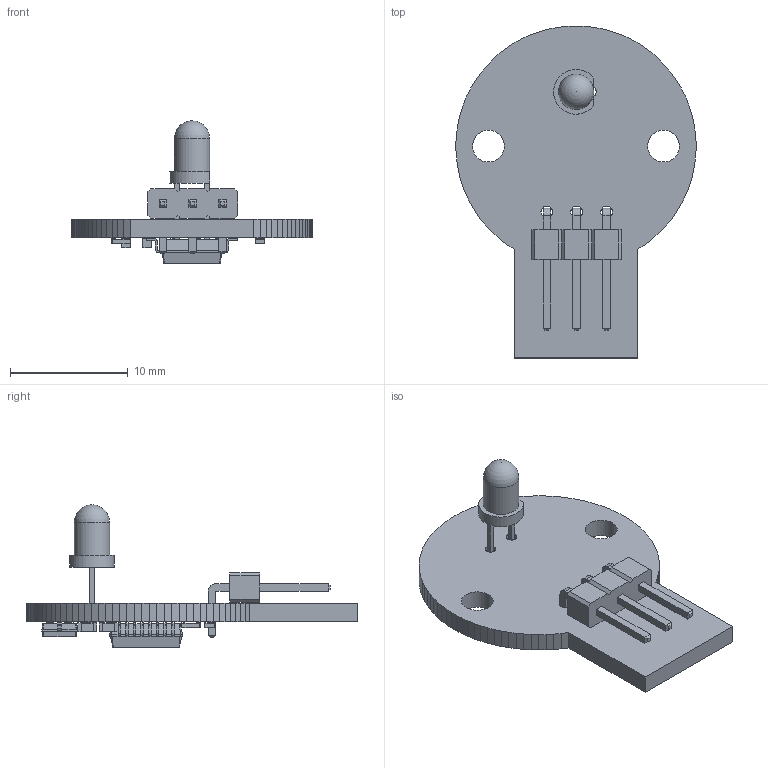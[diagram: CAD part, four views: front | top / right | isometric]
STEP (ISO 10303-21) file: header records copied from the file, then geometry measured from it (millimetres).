
FILE_DESCRIPTION(('KiCad electronic assembly'),'2;1');
FILE_NAME('mag_sensor.step','2023-10-29T17:59:52',('Pcbnew'),('Kicad'), 'Open CASCADE STEP processor 7.6','KiCad to STEP converter','Unknown' );
FILE_SCHEMA(('AUTOMOTIVE_DESIGN { 1 0 10303 214 1 1 1 1 }'));
Length unit declared in the file: millimetre
Products named in the file (14): mag_sensor 1; PinHeader_1x03_P2.54mm_Horizontal; SOLID; LED_D3.0mm; R_0603_1608Metric; SSOP-16_5.3x6.2mm_P0.65mm; C_0603_1608Metric; SOT-23; mag_sensor PCB
Assembly tree (16 placements, depth 3):
  mag_sensor 1
    PinHeader_1x03_P2.54mm_Horizontal
      SOLID
    LED_D3.0mm
      SOLID
    R_0603_1608Metric  x3
      SOLID
    SSOP-16_5.3x6.2mm_P0.65mm
      SOLID
    C_0603_1608Metric  x2
      SOLID
    SOT-23
      SOLID
    mag_sensor PCB
Bounding box: 20.4 x 28.2 x 12.1 mm (x, y, z)
Volume: 808.8 mm3; surface area: 1416.3 mm2
Topology: 10 solids, 10 shells, 682 faces, 1782 edges, 1132 vertices
Faces by surface type: plane 477, cylinder 137, bspline 67, sphere 1
Full cylindrical faces by diameter (mm): 0.5 x1, 0.9 x2, 1 x3, 2.7 x2, 3 x1
Entity records: 42769 total; most frequent: CARTESIAN_POINT 7613, DIRECTION 5728, LINE 4076, VECTOR 4076, ORIENTED_EDGE 3150, PCURVE 3150, DEFINITIONAL_REPRESENTATION 3150, EDGE_CURVE 1575
